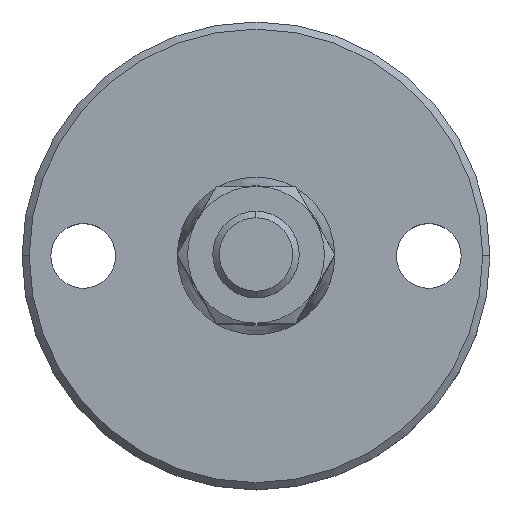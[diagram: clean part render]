
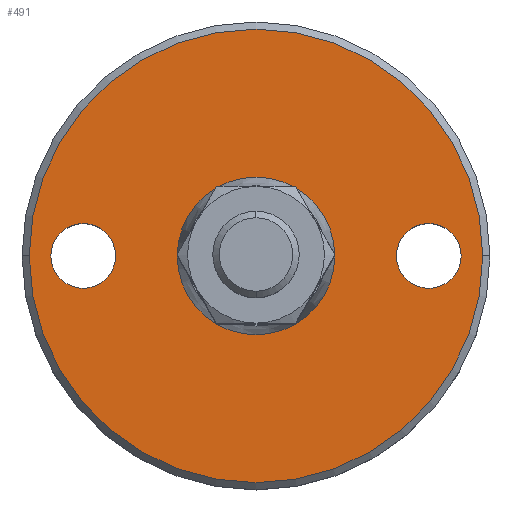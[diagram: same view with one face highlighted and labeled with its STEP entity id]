
A CAD part, top view. The second image highlights one B-rep face of the part: STEP entity #491.
In plain terms, the highlighted planar face has unit normal (0, 0, 1).
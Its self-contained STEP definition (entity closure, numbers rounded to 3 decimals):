
#367=EDGE_CURVE('',#599,#889,#1010,.T.);
#475=EDGE_CURVE('',#525,#735,#1134,.T.);
#491=ADVANCED_FACE('',(#1152,#1153,#1154,#1155),#1156,.T.);
#519=EDGE_CURVE('',#685,#543,#1188,.T.);
#525=VERTEX_POINT('',#1194);
#543=VERTEX_POINT('',#1213);
#599=VERTEX_POINT('',#1273);
#629=EDGE_CURVE('',#693,#671,#1306,.T.);
#671=VERTEX_POINT('',#1354);
#685=VERTEX_POINT('',#1370);
#693=VERTEX_POINT('',#1378);
#705=EDGE_CURVE('',#735,#525,#1391,.T.);
#727=EDGE_CURVE('',#543,#685,#1415,.T.);
#735=VERTEX_POINT('',#1425);
#821=EDGE_CURVE('',#671,#693,#1526,.T.);
#889=VERTEX_POINT('',#1603);
#967=EDGE_CURVE('',#889,#599,#1687,.T.);
#1010=CIRCLE('',#1739,31.5);
#1134=CIRCLE('',#1949,4.5);
#1152=FACE_BOUND('',#1997,.T.);
#1153=FACE_BOUND('',#1998,.T.);
#1154=FACE_BOUND('',#1999,.T.);
#1155=FACE_OUTER_BOUND('',#2000,.T.);
#1156=PLANE('',#2001);
#1188=CIRCLE('',#2058,4.5);
#1194=CARTESIAN_POINT('',(19.5,0.0,12.5));
#1213=CARTESIAN_POINT('',(-19.5,0.,12.5));
#1273=CARTESIAN_POINT('',(31.5,0.,12.5));
#1306=CIRCLE('',#2280,10.95);
#1354=CARTESIAN_POINT('',(10.95,0.,12.5));
#1370=CARTESIAN_POINT('',(-28.5,0.0,12.5));
#1378=CARTESIAN_POINT('',(-10.95,0.,12.5));
#1391=CIRCLE('',#2436,4.5);
#1415=CIRCLE('',#2485,4.5);
#1425=CARTESIAN_POINT('',(28.5,0.,12.5));
#1526=CIRCLE('',#2692,10.95);
#1603=CARTESIAN_POINT('',(-31.5,0.,12.5));
#1687=CIRCLE('',#3012,31.5);
#1739=AXIS2_PLACEMENT_3D('',#3046,#3047,#3048);
#1949=AXIS2_PLACEMENT_3D('',#3217,#3218,#3219);
#1997=EDGE_LOOP('',(#3238,#3239));
#1998=EDGE_LOOP('',(#3240,#3241));
#1999=EDGE_LOOP('',(#3242,#3243));
#2000=EDGE_LOOP('',(#3244,#3245));
#2001=AXIS2_PLACEMENT_3D('',#3246,#3247,#3248);
#2058=AXIS2_PLACEMENT_3D('',#3282,#3283,#3284);
#2280=AXIS2_PLACEMENT_3D('',#3382,#3383,#3384);
#2436=AXIS2_PLACEMENT_3D('',#3482,#3483,#3484);
#2485=AXIS2_PLACEMENT_3D('',#3514,#3515,#3516);
#2692=AXIS2_PLACEMENT_3D('',#3657,#3658,#3659);
#3012=AXIS2_PLACEMENT_3D('',#3822,#3823,#3824);
#3046=CARTESIAN_POINT('',(0.,0.,12.5));
#3047=DIRECTION('',(0.,0.,1.0));
#3048=DIRECTION('',(-1.0,0.,0.));
#3217=CARTESIAN_POINT('',(24.0,0.,12.5));
#3218=DIRECTION('',(0.,0.,-1.0));
#3219=DIRECTION('',(1.0,0.,0.));
#3238=ORIENTED_EDGE('',*,*,#475,.T.);
#3239=ORIENTED_EDGE('',*,*,#705,.T.);
#3240=ORIENTED_EDGE('',*,*,#519,.T.);
#3241=ORIENTED_EDGE('',*,*,#727,.T.);
#3242=ORIENTED_EDGE('',*,*,#629,.F.);
#3243=ORIENTED_EDGE('',*,*,#821,.F.);
#3244=ORIENTED_EDGE('',*,*,#967,.T.);
#3245=ORIENTED_EDGE('',*,*,#367,.T.);
#3246=CARTESIAN_POINT('',(-21.225,0.,12.5));
#3247=DIRECTION('',(0.,0.,1.0));
#3248=DIRECTION('',(-1.0,0.,0.0));
#3282=CARTESIAN_POINT('',(-24.0,0.,12.5));
#3283=DIRECTION('',(0.,0.,-1.0));
#3284=DIRECTION('',(1.0,0.,0.));
#3382=CARTESIAN_POINT('',(0.,0.,12.5));
#3383=DIRECTION('',(0.,0.,1.0));
#3384=DIRECTION('',(-1.0,0.,0.));
#3482=CARTESIAN_POINT('',(24.0,0.,12.5));
#3483=DIRECTION('',(0.,0.,-1.0));
#3484=DIRECTION('',(1.0,0.,0.));
#3514=CARTESIAN_POINT('',(-24.0,0.,12.5));
#3515=DIRECTION('',(0.,0.,-1.0));
#3516=DIRECTION('',(1.0,0.,0.));
#3657=CARTESIAN_POINT('',(0.,0.,12.5));
#3658=DIRECTION('',(0.,0.,1.0));
#3659=DIRECTION('',(-1.0,0.,0.));
#3822=CARTESIAN_POINT('',(0.,0.,12.5));
#3823=DIRECTION('',(0.,0.,1.0));
#3824=DIRECTION('',(-1.0,0.,0.));
